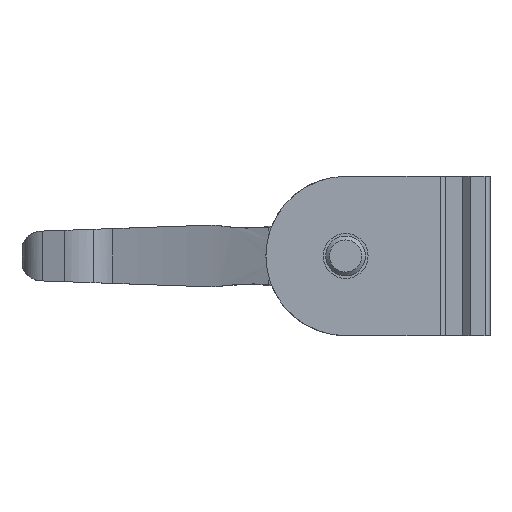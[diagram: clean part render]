
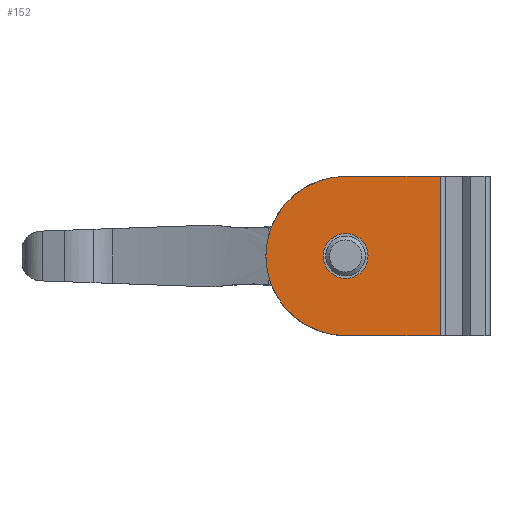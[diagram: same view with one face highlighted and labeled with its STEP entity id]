
A CAD part, left-side view. The second image highlights one B-rep face of the part: STEP entity #152.
In plain terms, the highlighted planar face has unit normal (-1, 0, 0).
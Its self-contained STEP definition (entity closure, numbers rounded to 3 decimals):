
#152 = ADVANCED_FACE( '', ( #330, #331 ), #332, .F. );
#330 = FACE_BOUND( '', #558, .T. );
#331 = FACE_OUTER_BOUND( '', #559, .T. );
#332 = PLANE( '', #560 );
#558 = EDGE_LOOP( '', ( #842 ) );
#559 = EDGE_LOOP( '', ( #843, #844, #845, #846 ) );
#560 = AXIS2_PLACEMENT_3D( '', #847, #848, #849 );
#842 = ORIENTED_EDGE( '', *, *, #1389, .T. );
#843 = ORIENTED_EDGE( '', *, *, #1390, .F. );
#844 = ORIENTED_EDGE( '', *, *, #1391, .F. );
#845 = ORIENTED_EDGE( '', *, *, #1392, .T. );
#846 = ORIENTED_EDGE( '', *, *, #1393, .F. );
#847 = CARTESIAN_POINT( '', ( 0., 37., 16. ) );
#848 = DIRECTION( '', ( 1., 0., 0. ) );
#849 = DIRECTION( '', ( 0., 0., -1. ) );
#1389 = EDGE_CURVE( '', #1658, #1658, #1659, .T. );
#1390 = EDGE_CURVE( '', #1660, #1661, #1662, .T. );
#1391 = EDGE_CURVE( '', #1663, #1660, #1664, .T. );
#1392 = EDGE_CURVE( '', #1663, #1665, #1666, .T. );
#1393 = EDGE_CURVE( '', #1661, #1665, #1667, .T. );
#1658 = VERTEX_POINT( '', #2209 );
#1659 = CIRCLE( '', #2210, 4.5 );
#1660 = VERTEX_POINT( '', #2211 );
#1661 = VERTEX_POINT( '', #2212 );
#1662 = LINE( '', #2213, #2214 );
#1663 = VERTEX_POINT( '', #2215 );
#1664 = CIRCLE( '', #2216, 16. );
#1665 = VERTEX_POINT( '', #2217 );
#1666 = LINE( '', #2218, #2219 );
#1667 = LINE( '', #2220, #2221 );
#2209 = CARTESIAN_POINT( '', ( 0., 20., -4.5 ) );
#2210 = AXIS2_PLACEMENT_3D( '', #2648, #2649, #2650 );
#2211 = CARTESIAN_POINT( '', ( 0., 20., 16. ) );
#2212 = CARTESIAN_POINT( '', ( 0., 1., 16. ) );
#2213 = CARTESIAN_POINT( '', ( 0., 37., 16. ) );
#2214 = VECTOR( '', #2651, 1000. );
#2215 = CARTESIAN_POINT( '', ( 0., 20., -16. ) );
#2216 = AXIS2_PLACEMENT_3D( '', #2652, #2653, #2654 );
#2217 = CARTESIAN_POINT( '', ( 0., 1., -16. ) );
#2218 = CARTESIAN_POINT( '', ( 0., 37., -16. ) );
#2219 = VECTOR( '', #2655, 1000. );
#2220 = CARTESIAN_POINT( '', ( 0., 1., 16. ) );
#2221 = VECTOR( '', #2656, 1000. );
#2648 = CARTESIAN_POINT( '', ( 0., 20., 0. ) );
#2649 = DIRECTION( '', ( 1., 0., 0. ) );
#2650 = DIRECTION( '', ( 0., 0., -1. ) );
#2651 = DIRECTION( '', ( 0., -1., 0. ) );
#2652 = CARTESIAN_POINT( '', ( 0., 20., 0. ) );
#2653 = DIRECTION( '', ( 1., 0., 0. ) );
#2654 = DIRECTION( '', ( 0., 0., -1. ) );
#2655 = DIRECTION( '', ( 0., -1., 0. ) );
#2656 = DIRECTION( '', ( 0., 0., -1. ) );
